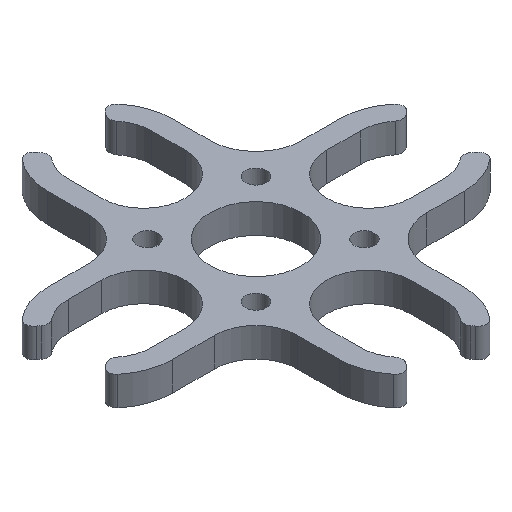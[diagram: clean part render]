
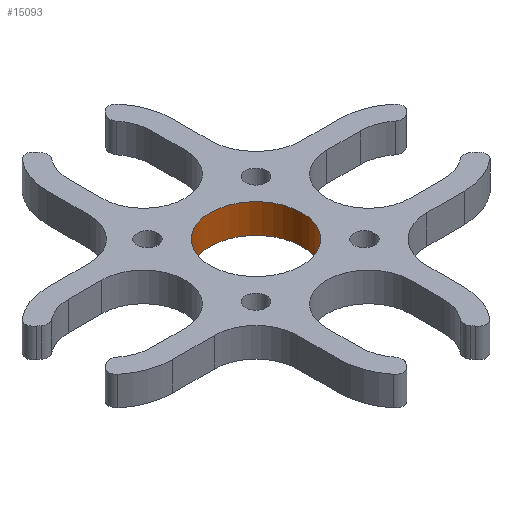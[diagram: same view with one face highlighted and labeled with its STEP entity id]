
A CAD part, isometric view. The second image highlights one B-rep face of the part: STEP entity #15093.
In plain terms, the highlighted cylindrical face has radius 11 mm (diameter 22 mm), a full revolution.
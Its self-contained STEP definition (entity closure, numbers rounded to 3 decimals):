
#56 = PLANE('',#57);
#57 = AXIS2_PLACEMENT_3D('',#58,#59,#60);
#58 = CARTESIAN_POINT('',(-35.,15.,0.));
#59 = DIRECTION('',(0.,0.,1.));
#60 = DIRECTION('',(1.,0.,0.));
#113 = PLANE('',#114);
#114 = AXIS2_PLACEMENT_3D('',#115,#116,#117);
#115 = CARTESIAN_POINT('',(-35.,15.,7.));
#116 = DIRECTION('',(0.,0.,1.));
#117 = DIRECTION('',(1.,0.,0.));
#6929 = EDGE_CURVE('',#6930,#6930,#6932,.T.);
#6930 = VERTEX_POINT('',#6931);
#6931 = CARTESIAN_POINT('',(11.,0.,0.));
#6932 = SURFACE_CURVE('',#6933,(#6938,#6945),.PCURVE_S1.);
#6933 = CIRCLE('',#6934,11.);
#6934 = AXIS2_PLACEMENT_3D('',#6935,#6936,#6937);
#6935 = CARTESIAN_POINT('',(0.,0.,0.));
#6936 = DIRECTION('',(0.,0.,1.));
#6937 = DIRECTION('',(1.,0.,0.));
#6938 = PCURVE('',#56,#6939);
#6939 = DEFINITIONAL_REPRESENTATION('',(#6940),#6944);
#6940 = CIRCLE('',#6941,11.);
#6941 = AXIS2_PLACEMENT_2D('',#6942,#6943);
#6942 = CARTESIAN_POINT('',(35.,-15.));
#6943 = DIRECTION('',(1.,0.));
#6944 = ( GEOMETRIC_REPRESENTATION_CONTEXT(2) 
PARAMETRIC_REPRESENTATION_CONTEXT() REPRESENTATION_CONTEXT('2D SPACE',''
  ) );
#6945 = PCURVE('',#6946,#6951);
#6946 = CYLINDRICAL_SURFACE('',#6947,11.);
#6947 = AXIS2_PLACEMENT_3D('',#6948,#6949,#6950);
#6948 = CARTESIAN_POINT('',(0.,0.,0.));
#6949 = DIRECTION('',(0.,0.,-1.));
#6950 = DIRECTION('',(1.,0.,0.));
#6951 = DEFINITIONAL_REPRESENTATION('',(#6952),#6956);
#6952 = LINE('',#6953,#6954);
#6953 = CARTESIAN_POINT('',(0.,0.));
#6954 = VECTOR('',#6955,1.);
#6955 = DIRECTION('',(-1.,0.));
#6956 = ( GEOMETRIC_REPRESENTATION_CONTEXT(2) 
PARAMETRIC_REPRESENTATION_CONTEXT() REPRESENTATION_CONTEXT('2D SPACE',''
  ) );
#13305 = EDGE_CURVE('',#13306,#13306,#13308,.T.);
#13306 = VERTEX_POINT('',#13307);
#13307 = CARTESIAN_POINT('',(11.,0.,7.));
#13308 = SURFACE_CURVE('',#13309,(#13314,#13321),.PCURVE_S1.);
#13309 = CIRCLE('',#13310,11.);
#13310 = AXIS2_PLACEMENT_3D('',#13311,#13312,#13313);
#13311 = CARTESIAN_POINT('',(0.,0.,7.));
#13312 = DIRECTION('',(0.,0.,1.));
#13313 = DIRECTION('',(1.,0.,0.));
#13314 = PCURVE('',#113,#13315);
#13315 = DEFINITIONAL_REPRESENTATION('',(#13316),#13320);
#13316 = CIRCLE('',#13317,11.);
#13317 = AXIS2_PLACEMENT_2D('',#13318,#13319);
#13318 = CARTESIAN_POINT('',(35.,-15.));
#13319 = DIRECTION('',(1.,0.));
#13320 = ( GEOMETRIC_REPRESENTATION_CONTEXT(2) 
PARAMETRIC_REPRESENTATION_CONTEXT() REPRESENTATION_CONTEXT('2D SPACE',''
  ) );
#13321 = PCURVE('',#6946,#13322);
#13322 = DEFINITIONAL_REPRESENTATION('',(#13323),#13327);
#13323 = LINE('',#13324,#13325);
#13324 = CARTESIAN_POINT('',(0.,-7.));
#13325 = VECTOR('',#13326,1.);
#13326 = DIRECTION('',(-1.,0.));
#13327 = ( GEOMETRIC_REPRESENTATION_CONTEXT(2) 
PARAMETRIC_REPRESENTATION_CONTEXT() REPRESENTATION_CONTEXT('2D SPACE',''
  ) );
#15093 = ADVANCED_FACE('',(#15094),#6946,.F.);
#15094 = FACE_BOUND('',#15095,.T.);
#15095 = EDGE_LOOP('',(#15096,#15117,#15118,#15119));
#15096 = ORIENTED_EDGE('',*,*,#15097,.T.);
#15097 = EDGE_CURVE('',#6930,#13306,#15098,.T.);
#15098 = SEAM_CURVE('',#15099,(#15103,#15110),.PCURVE_S1.);
#15099 = LINE('',#15100,#15101);
#15100 = CARTESIAN_POINT('',(11.,0.,0.));
#15101 = VECTOR('',#15102,1.);
#15102 = DIRECTION('',(0.,0.,1.));
#15103 = PCURVE('',#6946,#15104);
#15104 = DEFINITIONAL_REPRESENTATION('',(#15105),#15109);
#15105 = LINE('',#15106,#15107);
#15106 = CARTESIAN_POINT('',(0.,0.));
#15107 = VECTOR('',#15108,1.);
#15108 = DIRECTION('',(0.,-1.));
#15109 = ( GEOMETRIC_REPRESENTATION_CONTEXT(2) 
PARAMETRIC_REPRESENTATION_CONTEXT() REPRESENTATION_CONTEXT('2D SPACE',''
  ) );
#15110 = PCURVE('',#6946,#15111);
#15111 = DEFINITIONAL_REPRESENTATION('',(#15112),#15116);
#15112 = LINE('',#15113,#15114);
#15113 = CARTESIAN_POINT('',(-6.283,0.));
#15114 = VECTOR('',#15115,1.);
#15115 = DIRECTION('',(0.,-1.));
#15116 = ( GEOMETRIC_REPRESENTATION_CONTEXT(2) 
PARAMETRIC_REPRESENTATION_CONTEXT() REPRESENTATION_CONTEXT('2D SPACE',''
  ) );
#15117 = ORIENTED_EDGE('',*,*,#13305,.T.);
#15118 = ORIENTED_EDGE('',*,*,#15097,.F.);
#15119 = ORIENTED_EDGE('',*,*,#6929,.F.);
